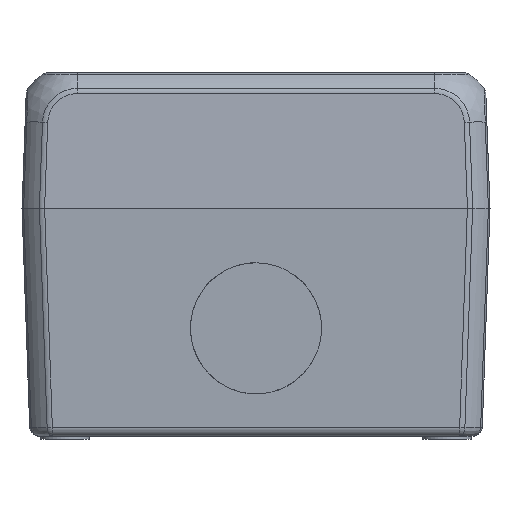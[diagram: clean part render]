
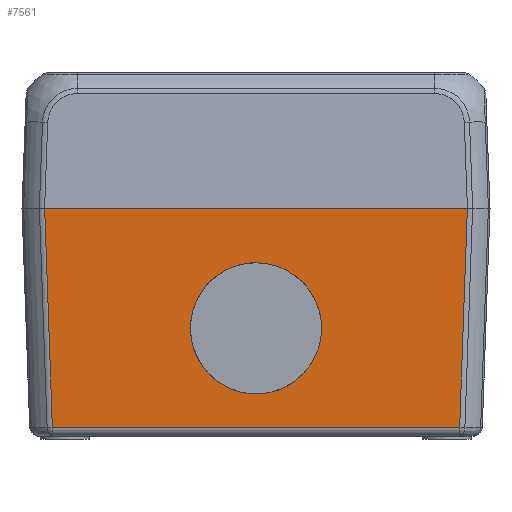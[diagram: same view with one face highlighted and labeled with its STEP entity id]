
A CAD part, front view. The second image highlights one B-rep face of the part: STEP entity #7561.
In plain terms, the highlighted planar face has unit normal (0, -0.999, -0.035).
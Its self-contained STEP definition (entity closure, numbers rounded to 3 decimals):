
#150 = EDGE_CURVE ( 'NONE', #5160, #7484, #5688, .T. ) ;
#359 = CARTESIAN_POINT ( 'NONE',  ( 0., -99.689, 28.65 ) ) ;
#374 = CARTESIAN_POINT ( 'NONE',  ( -33.468, -98.7, 0.5 ) ) ;
#483 = CARTESIAN_POINT ( 'NONE',  ( 21.3, -98.941, 7.35 ) ) ;
#526 = VECTOR ( 'NONE', #1318, 1000. ) ;
#949 = CARTESIAN_POINT ( 'NONE',  ( 0., -99.689, 28.65 ) ) ;
#968 = DIRECTION ( 'NONE',  ( -1., 0., 0. ) ) ;
#1294 =( BOUNDED_CURVE ( )  B_SPLINE_CURVE ( 3, ( #359, #2316, #483, #4941, #7388, #1682, #6153 ),
 .UNSPECIFIED., .T., .T. ) 
 B_SPLINE_CURVE_WITH_KNOTS ( ( 4, 3, 4 ),
 ( 0., 3.142, 6.283 ),
 .UNSPECIFIED. ) 
 CURVE ( )  GEOMETRIC_REPRESENTATION_ITEM ( )  RATIONAL_B_SPLINE_CURVE ( ( 1., 0.333, 0.333, 1., 0.333, 0.333, 1. ) ) 
 REPRESENTATION_ITEM ( '' )  );
#1318 = DIRECTION ( 'NONE',  ( -1., 0., 0. ) ) ;
#1341 = VECTOR ( 'NONE', #1342, 1000. ) ;
#1342 = DIRECTION ( 'NONE',  ( 0.035, -0.035, 0.999 ) ) ;
#1356 = EDGE_CURVE ( 'NONE', #5160, #1432, #4456, .T. ) ;
#1432 = VERTEX_POINT ( 'NONE', #4379 ) ;
#1526 = ORIENTED_EDGE ( 'NONE', *, *, #4849, .T. ) ;
#1682 = CARTESIAN_POINT ( 'NONE',  ( -21.3, -99.689, 28.65 ) ) ;
#1815 = CARTESIAN_POINT ( 'NONE',  ( -34.322, -100., 37.5 ) ) ;
#1984 = DIRECTION ( 'NONE',  ( 0.035, 0.035, -0.999 ) ) ;
#2293 = ORIENTED_EDGE ( 'NONE', *, *, #150, .F. ) ;
#2298 = ORIENTED_EDGE ( 'NONE', *, *, #1356, .T. ) ;
#2316 = CARTESIAN_POINT ( 'NONE',  ( 21.3, -99.689, 28.65 ) ) ;
#2398 = EDGE_LOOP ( 'NONE', ( #4286, #1526, #2293, #2298 ) ) ;
#2435 = CARTESIAN_POINT ( 'NONE',  ( 33.073, -98.751, 1.947 ) ) ;
#2814 = VERTEX_POINT ( 'NONE', #949 ) ;
#3231 = LINE ( 'NONE', #7645, #4206 ) ;
#3246 = CARTESIAN_POINT ( 'NONE',  ( 33.073, -98.751, 1.947 ) ) ;
#3627 = EDGE_LOOP ( 'NONE', ( #6354 ) ) ;
#3660 = PLANE ( 'NONE',  #7420 ) ;
#3982 = CARTESIAN_POINT ( 'NONE',  ( -33.468, -98.751, 1.947 ) ) ;
#4206 = VECTOR ( 'NONE', #1984, 1000. ) ;
#4286 = ORIENTED_EDGE ( 'NONE', *, *, #6222, .T. ) ;
#4379 = CARTESIAN_POINT ( 'NONE',  ( 34.322, -100., 37.5 ) ) ;
#4456 = LINE ( 'NONE', #3246, #1341 ) ;
#4748 = DIRECTION ( 'NONE',  ( 0., 0.035, -0.999 ) ) ;
#4849 = EDGE_CURVE ( 'NONE', #6418, #7484, #3231, .T. ) ;
#4915 = CARTESIAN_POINT ( 'NONE',  ( -33.073, -98.751, 1.947 ) ) ;
#4941 = CARTESIAN_POINT ( 'NONE',  ( 0., -98.941, 7.35 ) ) ;
#5160 = VERTEX_POINT ( 'NONE', #2435 ) ;
#5196 = EDGE_CURVE ( 'NONE', #2814, #2814, #1294, .T. ) ;
#5688 = LINE ( 'NONE', #3982, #526 ) ;
#6076 = CARTESIAN_POINT ( 'NONE',  ( -33.468, -100., 37.5 ) ) ;
#6153 = CARTESIAN_POINT ( 'NONE',  ( 0., -99.689, 28.65 ) ) ;
#6201 = DIRECTION ( 'NONE',  ( 0., -0.999, -0.035 ) ) ;
#6222 = EDGE_CURVE ( 'NONE', #1432, #6418, #6661, .T. ) ;
#6354 = ORIENTED_EDGE ( 'NONE', *, *, #5196, .T. ) ;
#6418 = VERTEX_POINT ( 'NONE', #1815 ) ;
#6661 = LINE ( 'NONE', #6076, #7961 ) ;
#7367 = FACE_BOUND ( 'NONE', #3627, .T. ) ;
#7388 = CARTESIAN_POINT ( 'NONE',  ( -21.3, -98.941, 7.35 ) ) ;
#7402 = FACE_OUTER_BOUND ( 'NONE', #2398, .T. ) ;
#7420 = AXIS2_PLACEMENT_3D ( 'NONE', #374, #6201, #4748 ) ;
#7484 = VERTEX_POINT ( 'NONE', #4915 ) ;
#7561 = ADVANCED_FACE ( 'NONE', ( #7367, #7402 ), #3660, .T. ) ;
#7645 = CARTESIAN_POINT ( 'NONE',  ( -34.322, -100., 37.5 ) ) ;
#7961 = VECTOR ( 'NONE', #968, 1000. ) ;
